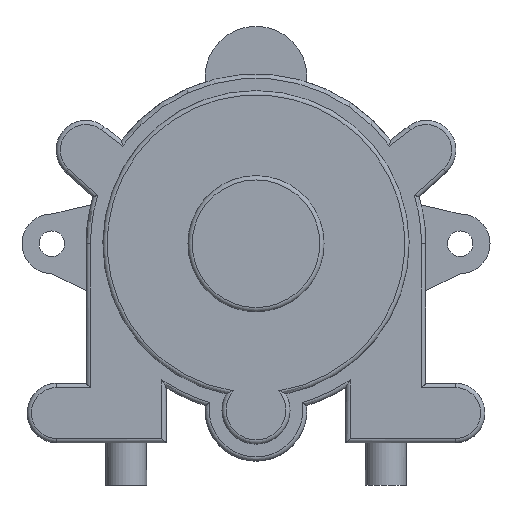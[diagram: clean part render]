
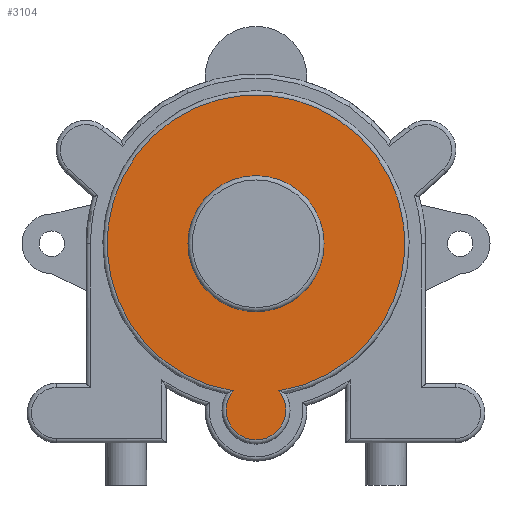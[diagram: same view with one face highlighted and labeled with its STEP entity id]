
A CAD part, front view. The second image highlights one B-rep face of the part: STEP entity #3104.
In plain terms, the highlighted planar face has unit normal (0, -1, 0).
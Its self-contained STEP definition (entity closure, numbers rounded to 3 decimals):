
#98=FACE_BOUND('',#524,.T.);
#181=PLANE('',#3461);
#337=FACE_OUTER_BOUND('',#523,.T.);
#523=EDGE_LOOP('',(#2761,#2762));
#524=EDGE_LOOP('',(#2763));
#1235=CIRCLE('',#3455,3.5);
#1238=CIRCLE('',#3459,17.5);
#1239=CIRCLE('',#3462,8.);
#1522=VERTEX_POINT('',#5377);
#1523=VERTEX_POINT('',#5378);
#1526=VERTEX_POINT('',#5418);
#1943=EDGE_CURVE('',#1522,#1523,#1235,.T.);
#1948=EDGE_CURVE('',#1523,#1522,#1238,.T.);
#1951=EDGE_CURVE('',#1526,#1526,#1239,.T.);
#2761=ORIENTED_EDGE('',*,*,#1943,.F.);
#2762=ORIENTED_EDGE('',*,*,#1948,.F.);
#2763=ORIENTED_EDGE('',*,*,#1951,.T.);
#3104=ADVANCED_FACE('',(#337,#98),#181,.T.);
#3455=AXIS2_PLACEMENT_3D('',#5379,#4304,#4305);
#3459=AXIS2_PLACEMENT_3D('',#5413,#4312,#4313);
#3461=AXIS2_PLACEMENT_3D('',#5417,#4318,#4319);
#3462=AXIS2_PLACEMENT_3D('',#5419,#4320,#4321);
#4304=DIRECTION('center_axis',(0.,1.,0.));
#4305=DIRECTION('ref_axis',(0.,0.,-1.));
#4312=DIRECTION('center_axis',(0.,1.,0.));
#4313=DIRECTION('ref_axis',(0.,0.,1.));
#4318=DIRECTION('center_axis',(0.,-1.,0.));
#4319=DIRECTION('ref_axis',(1.,0.,0.));
#4320=DIRECTION('center_axis',(0.,1.,0.));
#4321=DIRECTION('ref_axis',(1.,0.,0.));
#5377=CARTESIAN_POINT('',(2.676,-18.8,-17.294));
#5378=CARTESIAN_POINT('',(-2.676,-18.8,-17.294));
#5379=CARTESIAN_POINT('Origin',(0.,-18.8,-19.55));
#5413=CARTESIAN_POINT('Origin',(0.,-18.8,0.));
#5417=CARTESIAN_POINT('Origin',(0.,-18.8,-2.775));
#5418=CARTESIAN_POINT('',(-8.,-18.8,0.));
#5419=CARTESIAN_POINT('Origin',(0.,-18.8,0.));
